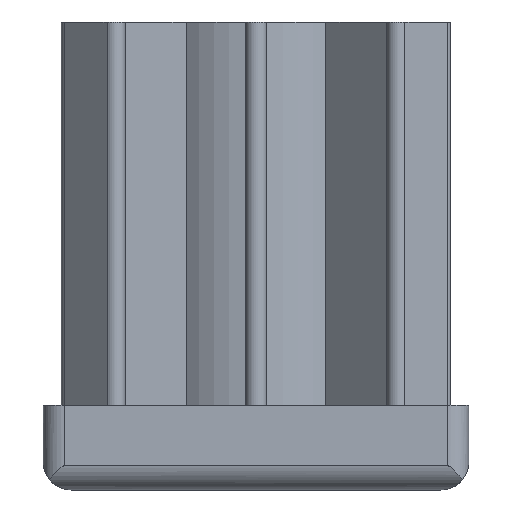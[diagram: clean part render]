
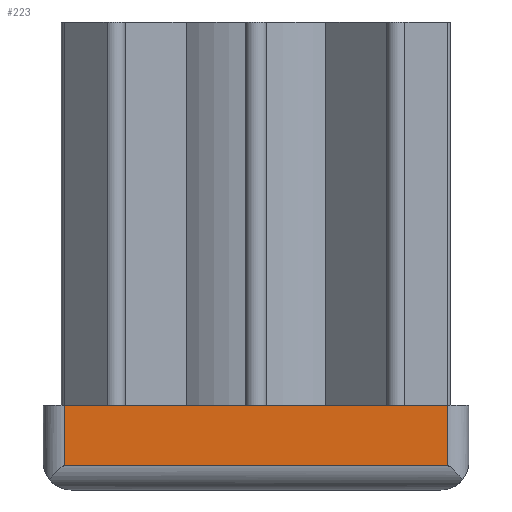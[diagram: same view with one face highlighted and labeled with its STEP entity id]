
A CAD part, left-side view. The second image highlights one B-rep face of the part: STEP entity #223.
In plain terms, the highlighted planar face has unit normal (-1, 0, 0).
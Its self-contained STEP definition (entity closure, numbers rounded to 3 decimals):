
#223 = ADVANCED_FACE( '', ( #447 ), #448, .F. );
#447 = FACE_OUTER_BOUND( '', #662, .T. );
#448 = PLANE( '', #663 );
#662 = EDGE_LOOP( '', ( #1296, #1297, #1298, #1299 ) );
#663 = AXIS2_PLACEMENT_3D( '', #1300, #1301, #1302 );
#1296 = ORIENTED_EDGE( '', *, *, #1509, .T. );
#1297 = ORIENTED_EDGE( '', *, *, #1430, .T. );
#1298 = ORIENTED_EDGE( '', *, *, #1493, .F. );
#1299 = ORIENTED_EDGE( '', *, *, #1329, .F. );
#1300 = CARTESIAN_POINT( '', ( -15., 13.5, 6. ) );
#1301 = DIRECTION( '', ( 1., 0., 0. ) );
#1302 = DIRECTION( '', ( 0., 0., -1. ) );
#1329 = EDGE_CURVE( '', #1600, #1601, #1602, .T. );
#1430 = EDGE_CURVE( '', #1771, #1772, #1773, .T. );
#1493 = EDGE_CURVE( '', #1601, #1772, #1867, .T. );
#1509 = EDGE_CURVE( '', #1600, #1771, #1884, .T. );
#1600 = VERTEX_POINT( '', #2012 );
#1601 = VERTEX_POINT( '', #2013 );
#1602 = LINE( '', #2014, #2015 );
#1771 = VERTEX_POINT( '', #2282 );
#1772 = VERTEX_POINT( '', #2283 );
#1773 = LINE( '', #2284, #2285 );
#1867 = LINE( '', #2463, #2464 );
#1884 = LINE( '', #2499, #2500 );
#2012 = CARTESIAN_POINT( '', ( -15., 13.5, 6. ) );
#2013 = CARTESIAN_POINT( '', ( -15., -13.5, 6. ) );
#2014 = CARTESIAN_POINT( '', ( -15., 13.5, 6. ) );
#2015 = VECTOR( '', #2581, 1000. );
#2282 = CARTESIAN_POINT( '', ( -15., 13.5, 1.709 ) );
#2283 = CARTESIAN_POINT( '', ( -15., -13.5, 1.709 ) );
#2284 = CARTESIAN_POINT( '', ( -15., 38., 1.709 ) );
#2285 = VECTOR( '', #2720, 1000. );
#2463 = CARTESIAN_POINT( '', ( -15., -13.5, 6. ) );
#2464 = VECTOR( '', #2804, 1000. );
#2499 = CARTESIAN_POINT( '', ( -15., 13.5, 6. ) );
#2500 = VECTOR( '', #2812, 1000. );
#2581 = DIRECTION( '', ( 0., -1., 0. ) );
#2720 = DIRECTION( '', ( 0., -1., 0. ) );
#2804 = DIRECTION( '', ( 0., 0., -1. ) );
#2812 = DIRECTION( '', ( 0., 0., -1. ) );
